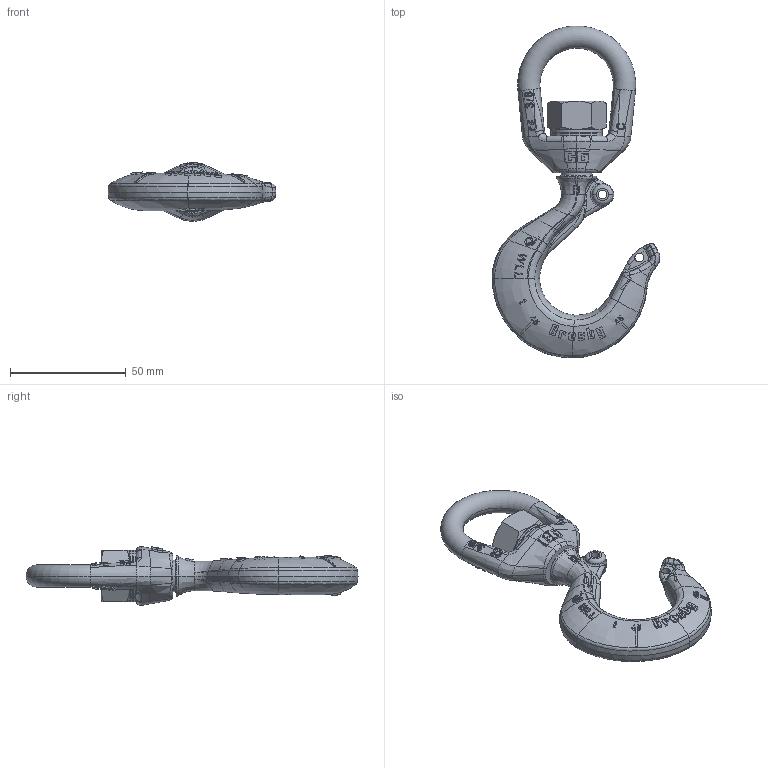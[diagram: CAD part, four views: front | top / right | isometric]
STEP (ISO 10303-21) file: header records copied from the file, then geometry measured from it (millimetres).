
FILE_DESCRIPTION((''),'2;1');
FILE_NAME('CROSBY_S-322N_1048600-1048804','2012-12-05T',('Alan Doughty'),('The Crosby Group LLC'),'PRO/ENGINEER BY PARAMETRIC TECHNOLOGY CORPORATION, 2012300','PRO/ENGINEER BY PARAMETRIC TECHNOLOGY CORPORATION, 2012300','');
FILE_SCHEMA(('AUTOMOTIVE_DESIGN { 1 0 10303 214 1 1 1 1 }'));
Length unit declared in the file: inch
Products named in the file (1): CROSBY_S-322N_1048600-1048804
Bounding box: 72.55 x 143.46 x 25.4 mm (x, y, z)
Volume: 52418.9 mm3; surface area: 15374.5 mm2
Topology: 1 solids, 1 shells, 781 faces, 1991 edges, 1240 vertices
Faces by surface type: bspline 318, plane 273, extrusion 96, cylinder 42, torus 30, cone 20, sphere 2
Entity records: 50369 total; most frequent: CARTESIAN_POINT 28942, ORIENTED_EDGE 3978, PRESENTATION_STYLE_ASSIGNMENT 2003, STYLED_ITEM 1990, CURVE_STYLE 1989, EDGE_CURVE 1989, DIRECTION 1553, B_SPLINE_CURVE_WITH_KNOTS 1494
